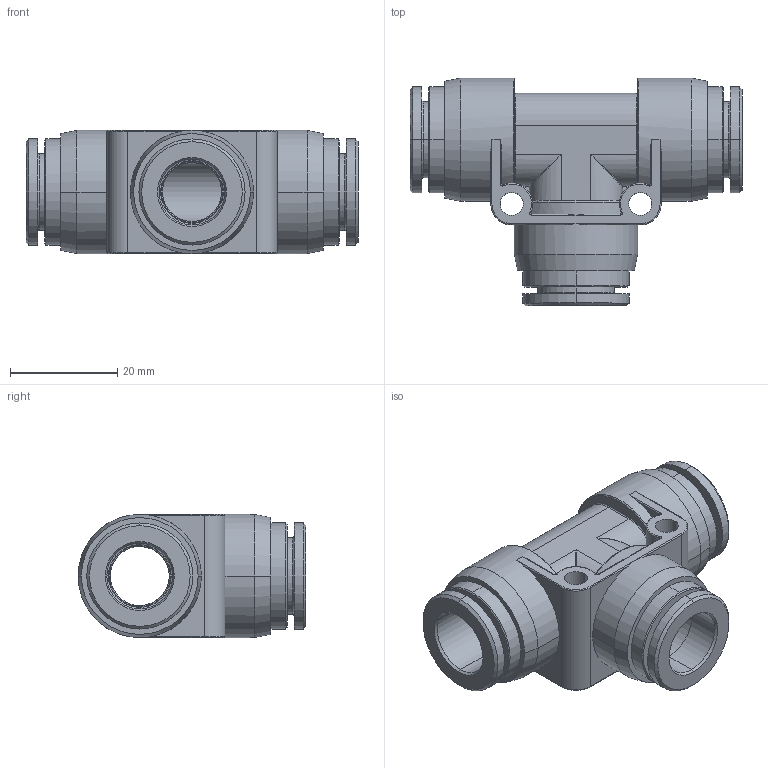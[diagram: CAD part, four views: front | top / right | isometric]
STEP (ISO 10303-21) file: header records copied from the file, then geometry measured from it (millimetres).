
FILE_DESCRIPTION(( 'MXP.29.12.12.stp' ), '1');
FILE_NAME( 'MXP.29.12.12.stp', '2021-02-22T15:44:53',( 'Sopra'),('sopra-pneumatic.com'), 'SwSTEP 2.0','SolidWorks 2009','' );
FILE_SCHEMA(('CONFIG_CONTROL_DESIGN'));
Length unit declared in the file: millimetre
Products named in the file (1): 367617B_954V-12FF
Bounding box: 62 x 42.5 x 23 mm (x, y, z)
Volume: 19907.9 mm3; surface area: 11622 mm2
Topology: 1 solids, 1 shells, 219 faces, 529 edges, 323 vertices
Faces by surface type: cylinder 93, torus 50, plane 48, cone 24, bspline 4
Entity records: 7033 total; most frequent: CARTESIAN_POINT 1801, DIRECTION 1160, ORIENTED_EDGE 1058, EDGE_CURVE 529, AXIS2_PLACEMENT_3D 483, VERTEX_POINT 323, CIRCLE 268, EDGE_LOOP 238
